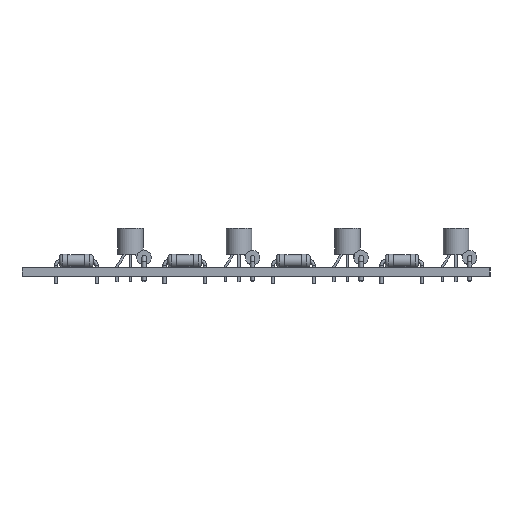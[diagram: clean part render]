
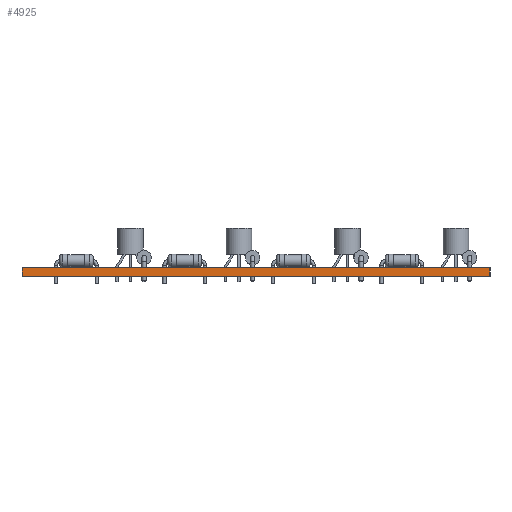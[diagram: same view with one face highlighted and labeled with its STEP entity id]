
A CAD part, left-side view. The second image highlights one B-rep face of the part: STEP entity #4925.
In plain terms, the highlighted planar face has unit normal (-1, 0, 0).
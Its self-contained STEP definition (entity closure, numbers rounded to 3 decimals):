
#4744 = PLANE('',#4745);
#4745 = AXIS2_PLACEMENT_3D('',#4746,#4747,#4748);
#4746 = CARTESIAN_POINT('',(107.95,-110.49,0.));
#4747 = DIRECTION('',(0.,-1.,0.));
#4748 = DIRECTION('',(-1.,0.,0.));
#4769 = VERTEX_POINT('',#4770);
#4770 = CARTESIAN_POINT('',(83.82,-110.49,1.6));
#4784 = PLANE('',#4785);
#4785 = AXIS2_PLACEMENT_3D('',#4786,#4787,#4788);
#4786 = CARTESIAN_POINT('',(128.27,-66.675,1.6));
#4787 = DIRECTION('',(0.,0.,-1.));
#4788 = DIRECTION('',(-1.,0.,0.));
#4796 = EDGE_CURVE('',#4797,#4769,#4799,.T.);
#4797 = VERTEX_POINT('',#4798);
#4798 = CARTESIAN_POINT('',(83.82,-110.49,0.));
#4799 = SURFACE_CURVE('',#4800,(#4804,#4811),.PCURVE_S1.);
#4800 = LINE('',#4801,#4802);
#4801 = CARTESIAN_POINT('',(83.82,-110.49,0.));
#4802 = VECTOR('',#4803,1.);
#4803 = DIRECTION('',(0.,0.,1.));
#4804 = PCURVE('',#4744,#4805);
#4805 = DEFINITIONAL_REPRESENTATION('',(#4806),#4810);
#4806 = LINE('',#4807,#4808);
#4807 = CARTESIAN_POINT('',(24.13,0.));
#4808 = VECTOR('',#4809,1.);
#4809 = DIRECTION('',(0.,-1.));
#4810 = ( GEOMETRIC_REPRESENTATION_CONTEXT(2) 
PARAMETRIC_REPRESENTATION_CONTEXT() REPRESENTATION_CONTEXT('2D SPACE',''
  ) );
#4811 = PCURVE('',#4812,#4817);
#4812 = PLANE('',#4813);
#4813 = AXIS2_PLACEMENT_3D('',#4814,#4815,#4816);
#4814 = CARTESIAN_POINT('',(83.82,-110.49,0.));
#4815 = DIRECTION('',(-1.,0.,0.));
#4816 = DIRECTION('',(0.,1.,0.));
#4817 = DEFINITIONAL_REPRESENTATION('',(#4818),#4822);
#4818 = LINE('',#4819,#4820);
#4819 = CARTESIAN_POINT('',(0.,0.));
#4820 = VECTOR('',#4821,1.);
#4821 = DIRECTION('',(0.,-1.));
#4822 = ( GEOMETRIC_REPRESENTATION_CONTEXT(2) 
PARAMETRIC_REPRESENTATION_CONTEXT() REPRESENTATION_CONTEXT('2D SPACE',''
  ) );
#4838 = PLANE('',#4839);
#4839 = AXIS2_PLACEMENT_3D('',#4840,#4841,#4842);
#4840 = CARTESIAN_POINT('',(128.27,-66.675,0.));
#4841 = DIRECTION('',(0.,0.,-1.));
#4842 = DIRECTION('',(-1.,0.,0.));
#4925 = ADVANCED_FACE('',(#4926),#4812,.T.);
#4926 = FACE_BOUND('',#4927,.T.);
#4927 = EDGE_LOOP('',(#4928,#4929,#4952,#4980));
#4928 = ORIENTED_EDGE('',*,*,#4796,.T.);
#4929 = ORIENTED_EDGE('',*,*,#4930,.T.);
#4930 = EDGE_CURVE('',#4769,#4931,#4933,.T.);
#4931 = VERTEX_POINT('',#4932);
#4932 = CARTESIAN_POINT('',(83.82,-22.86,1.6));
#4933 = SURFACE_CURVE('',#4934,(#4938,#4945),.PCURVE_S1.);
#4934 = LINE('',#4935,#4936);
#4935 = CARTESIAN_POINT('',(83.82,-110.49,1.6));
#4936 = VECTOR('',#4937,1.);
#4937 = DIRECTION('',(0.,1.,0.));
#4938 = PCURVE('',#4812,#4939);
#4939 = DEFINITIONAL_REPRESENTATION('',(#4940),#4944);
#4940 = LINE('',#4941,#4942);
#4941 = CARTESIAN_POINT('',(0.,-1.6));
#4942 = VECTOR('',#4943,1.);
#4943 = DIRECTION('',(1.,0.));
#4944 = ( GEOMETRIC_REPRESENTATION_CONTEXT(2) 
PARAMETRIC_REPRESENTATION_CONTEXT() REPRESENTATION_CONTEXT('2D SPACE',''
  ) );
#4945 = PCURVE('',#4784,#4946);
#4946 = DEFINITIONAL_REPRESENTATION('',(#4947),#4951);
#4947 = LINE('',#4948,#4949);
#4948 = CARTESIAN_POINT('',(44.45,-43.815));
#4949 = VECTOR('',#4950,1.);
#4950 = DIRECTION('',(0.,1.));
#4951 = ( GEOMETRIC_REPRESENTATION_CONTEXT(2) 
PARAMETRIC_REPRESENTATION_CONTEXT() REPRESENTATION_CONTEXT('2D SPACE',''
  ) );
#4952 = ORIENTED_EDGE('',*,*,#4953,.F.);
#4953 = EDGE_CURVE('',#4954,#4931,#4956,.T.);
#4954 = VERTEX_POINT('',#4955);
#4955 = CARTESIAN_POINT('',(83.82,-22.86,0.));
#4956 = SURFACE_CURVE('',#4957,(#4961,#4968),.PCURVE_S1.);
#4957 = LINE('',#4958,#4959);
#4958 = CARTESIAN_POINT('',(83.82,-22.86,0.));
#4959 = VECTOR('',#4960,1.);
#4960 = DIRECTION('',(0.,0.,1.));
#4961 = PCURVE('',#4812,#4962);
#4962 = DEFINITIONAL_REPRESENTATION('',(#4963),#4967);
#4963 = LINE('',#4964,#4965);
#4964 = CARTESIAN_POINT('',(87.63,0.));
#4965 = VECTOR('',#4966,1.);
#4966 = DIRECTION('',(0.,-1.));
#4967 = ( GEOMETRIC_REPRESENTATION_CONTEXT(2) 
PARAMETRIC_REPRESENTATION_CONTEXT() REPRESENTATION_CONTEXT('2D SPACE',''
  ) );
#4968 = PCURVE('',#4969,#4974);
#4969 = PLANE('',#4970);
#4970 = AXIS2_PLACEMENT_3D('',#4971,#4972,#4973);
#4971 = CARTESIAN_POINT('',(83.82,-22.86,0.));
#4972 = DIRECTION('',(0.,1.,0.));
#4973 = DIRECTION('',(1.,0.,0.));
#4974 = DEFINITIONAL_REPRESENTATION('',(#4975),#4979);
#4975 = LINE('',#4976,#4977);
#4976 = CARTESIAN_POINT('',(0.,0.));
#4977 = VECTOR('',#4978,1.);
#4978 = DIRECTION('',(0.,-1.));
#4979 = ( GEOMETRIC_REPRESENTATION_CONTEXT(2) 
PARAMETRIC_REPRESENTATION_CONTEXT() REPRESENTATION_CONTEXT('2D SPACE',''
  ) );
#4980 = ORIENTED_EDGE('',*,*,#4981,.F.);
#4981 = EDGE_CURVE('',#4797,#4954,#4982,.T.);
#4982 = SURFACE_CURVE('',#4983,(#4987,#4994),.PCURVE_S1.);
#4983 = LINE('',#4984,#4985);
#4984 = CARTESIAN_POINT('',(83.82,-110.49,0.));
#4985 = VECTOR('',#4986,1.);
#4986 = DIRECTION('',(0.,1.,0.));
#4987 = PCURVE('',#4812,#4988);
#4988 = DEFINITIONAL_REPRESENTATION('',(#4989),#4993);
#4989 = LINE('',#4990,#4991);
#4990 = CARTESIAN_POINT('',(0.,0.));
#4991 = VECTOR('',#4992,1.);
#4992 = DIRECTION('',(1.,0.));
#4993 = ( GEOMETRIC_REPRESENTATION_CONTEXT(2) 
PARAMETRIC_REPRESENTATION_CONTEXT() REPRESENTATION_CONTEXT('2D SPACE',''
  ) );
#4994 = PCURVE('',#4838,#4995);
#4995 = DEFINITIONAL_REPRESENTATION('',(#4996),#5000);
#4996 = LINE('',#4997,#4998);
#4997 = CARTESIAN_POINT('',(44.45,-43.815));
#4998 = VECTOR('',#4999,1.);
#4999 = DIRECTION('',(0.,1.));
#5000 = ( GEOMETRIC_REPRESENTATION_CONTEXT(2) 
PARAMETRIC_REPRESENTATION_CONTEXT() REPRESENTATION_CONTEXT('2D SPACE',''
  ) );
